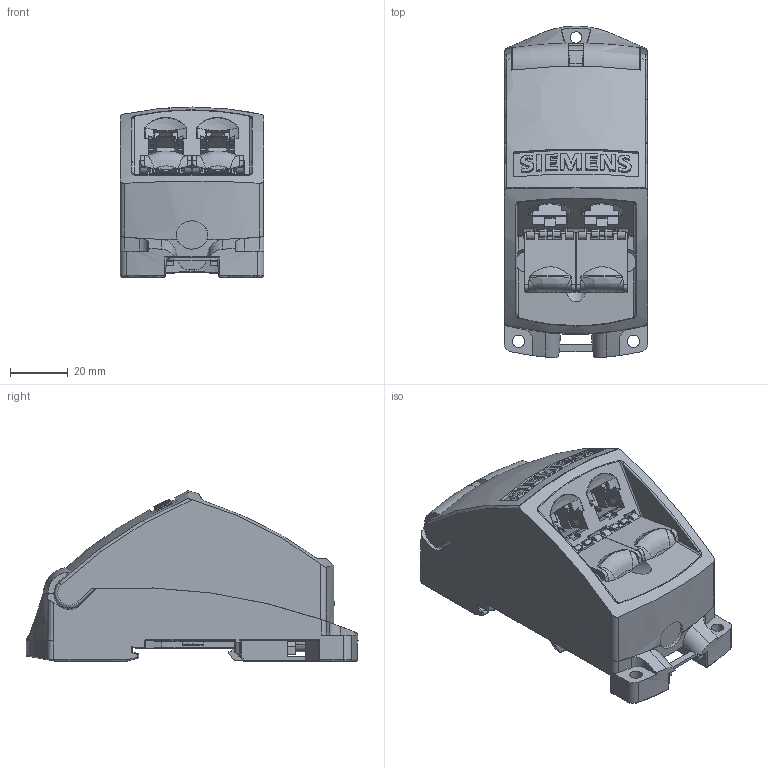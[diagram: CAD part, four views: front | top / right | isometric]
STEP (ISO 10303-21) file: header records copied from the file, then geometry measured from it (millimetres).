
FILE_DESCRIPTION (( 'STEP AP214' ), '1' );
FILE_NAME ('6GK19011BE000AA1_001_STEP.STEP', '2016-09-13T15:10:03', ( '' ), ( '' ), 'SwSTEP 2.0', 'SolidWorks 2014', '' );
FILE_SCHEMA (( 'AUTOMOTIVE_DESIGN' ));
Length unit declared in the file: millimetre
Products named in the file (4): Adapter; Klappe; Body; 6GK19011BE000AA1_001_STEP
Assembly tree (3 placements, depth 2):
  6GK19011BE000AA1_001_STEP
    Body
    Klappe
    Adapter
Bounding box: 50 x 115.32 x 59.06 mm (x, y, z)
Volume: 182075.3 mm3; surface area: 35190.1 mm2
Topology: 4 solids, 4 shells, 1412 faces, 3913 edges, 2507 vertices
Faces by surface type: plane 700, cylinder 486, bspline 120, sphere 49, torus 45, cone 12
Full cylindrical faces by diameter (mm): 4.3 x2
Entity records: 79671 total; most frequent: CARTESIAN_POINT 31590, ORIENTED_EDGE 7806, DIRECTION 6629, EDGE_CURVE 3903, VERTEX_POINT 2504, LINE 2465, VECTOR 2465, AXIS2_PLACEMENT_3D 2082
